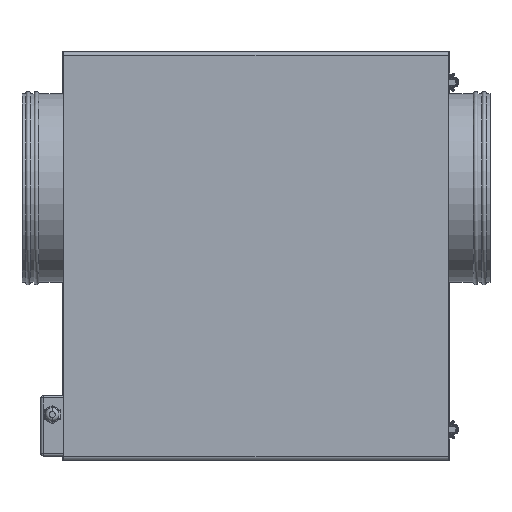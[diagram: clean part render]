
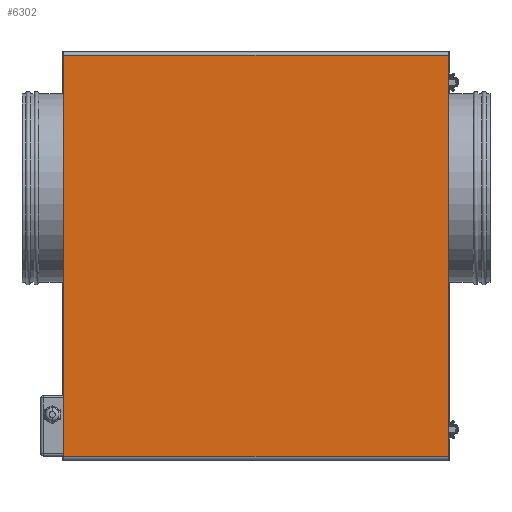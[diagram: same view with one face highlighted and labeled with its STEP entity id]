
A CAD part, front view. The second image highlights one B-rep face of the part: STEP entity #6302.
In plain terms, the highlighted planar face has unit normal (0, -1, 0).
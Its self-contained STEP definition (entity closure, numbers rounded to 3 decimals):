
#180 = VERTEX_POINT ( 'NONE', #9662 ) ;
#182 = EDGE_CURVE ( 'NONE', #220, #180, #9657, .T. ) ;
#220 = VERTEX_POINT ( 'NONE', #10098 ) ;
#6298 = VERTEX_POINT ( 'NONE', #10623 ) ;
#6302 = ADVANCED_FACE ( 'NONE', ( #10569 ), #11091, .F. ) ;
#6303 = EDGE_LOOP ( 'NONE', ( #6304, #6307, #6308, #6315 ) ) ;
#6304 = ORIENTED_EDGE ( 'NONE', *, *, #6305, .T. ) ;
#6305 = EDGE_CURVE ( 'NONE', #6306, #220, #11016, .T. ) ;
#6306 = VERTEX_POINT ( 'NONE', #11012 ) ;
#6307 = ORIENTED_EDGE ( 'NONE', *, *, #182, .T. ) ;
#6308 = ORIENTED_EDGE ( 'NONE', *, *, #6309, .F. ) ;
#6309 = EDGE_CURVE ( 'NONE', #6298, #180, #11011, .T. ) ;
#6315 = ORIENTED_EDGE ( 'NONE', *, *, #6316, .T. ) ;
#6316 = EDGE_CURVE ( 'NONE', #6298, #6306, #11006, .T. ) ;
#9654 = DIRECTION ( 'NONE',  ( 0., 0., -1. ) ) ;
#9655 = VECTOR ( 'NONE', #9654, 1000. ) ;
#9656 = CARTESIAN_POINT ( 'NONE',  ( -255., 0., 540. ) ) ;
#9657 = LINE ( 'NONE', #9656, #9655 ) ;
#9662 = CARTESIAN_POINT ( 'NONE',  ( -255., 0., 3.737 ) ) ;
#10098 = CARTESIAN_POINT ( 'NONE',  ( -255., 0., 536.263 ) ) ;
#10569 = FACE_OUTER_BOUND ( 'NONE', #6303, .T. ) ;
#10623 = CARTESIAN_POINT ( 'NONE',  ( 255., 0., 3.737 ) ) ;
#11003 = DIRECTION ( 'NONE',  ( 0., 0., 1. ) ) ;
#11004 = VECTOR ( 'NONE', #11003, 1000. ) ;
#11005 = CARTESIAN_POINT ( 'NONE',  ( 255., 0., 540. ) ) ;
#11006 = LINE ( 'NONE', #11005, #11004 ) ;
#11008 = DIRECTION ( 'NONE',  ( -1., 0., 0. ) ) ;
#11009 = VECTOR ( 'NONE', #11008, 1000. ) ;
#11010 = CARTESIAN_POINT ( 'NONE',  ( -255., 0., 3.737 ) ) ;
#11011 = LINE ( 'NONE', #11010, #11009 ) ;
#11012 = CARTESIAN_POINT ( 'NONE',  ( 255., 0., 536.263 ) ) ;
#11013 = DIRECTION ( 'NONE',  ( -1., 0., 0. ) ) ;
#11014 = VECTOR ( 'NONE', #11013, 1000. ) ;
#11015 = CARTESIAN_POINT ( 'NONE',  ( 255., 0., 536.263 ) ) ;
#11016 = LINE ( 'NONE', #11015, #11014 ) ;
#11017 = DIRECTION ( 'NONE',  ( 0., 0., 1. ) ) ;
#11018 = DIRECTION ( 'NONE',  ( 0., 1., 0. ) ) ;
#11019 = CARTESIAN_POINT ( 'NONE',  ( -255., 0., 540. ) ) ;
#11020 = AXIS2_PLACEMENT_3D ( 'NONE', #11019, #11018, #11017 ) ;
#11091 = PLANE ( 'NONE',  #11020 ) ;
